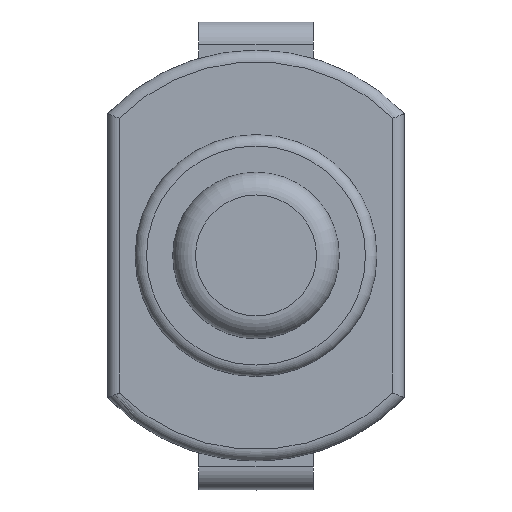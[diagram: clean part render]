
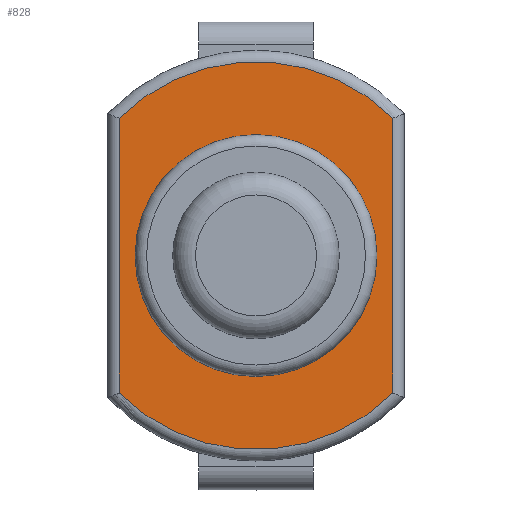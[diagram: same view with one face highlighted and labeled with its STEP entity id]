
A CAD part, top view. The second image highlights one B-rep face of the part: STEP entity #828.
In plain terms, the highlighted planar face has unit normal (0, 0, 1).
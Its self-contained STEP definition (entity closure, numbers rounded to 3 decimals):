
#29=FACE_BOUND('',#295,.T.);
#38=PLANE('',#914);
#71=LINE('',#1326,#147);
#73=LINE('',#1376,#149);
#147=VECTOR('',#1018,10.);
#149=VECTOR('',#1026,10.);
#244=FACE_OUTER_BOUND('',#294,.T.);
#294=EDGE_LOOP('',(#625,#626,#627,#628));
#295=EDGE_LOOP('',(#629));
#350=CIRCLE('',#907,8.5);
#352=CIRCLE('',#911,8.5);
#353=CIRCLE('',#915,5.3);
#390=VERTEX_POINT('',#1324);
#391=VERTEX_POINT('',#1325);
#393=VERTEX_POINT('',#1358);
#394=VERTEX_POINT('',#1375);
#395=VERTEX_POINT('',#1398);
#472=EDGE_CURVE('',#390,#391,#71,.T.);
#476=EDGE_CURVE('',#391,#393,#350,.T.);
#478=EDGE_CURVE('',#393,#394,#73,.T.);
#481=EDGE_CURVE('',#394,#390,#352,.T.);
#483=EDGE_CURVE('',#395,#395,#353,.T.);
#625=ORIENTED_EDGE('',*,*,#472,.F.);
#626=ORIENTED_EDGE('',*,*,#481,.F.);
#627=ORIENTED_EDGE('',*,*,#478,.F.);
#628=ORIENTED_EDGE('',*,*,#476,.F.);
#629=ORIENTED_EDGE('',*,*,#483,.T.);
#828=ADVANCED_FACE('',(#244,#29),#38,.T.);
#907=AXIS2_PLACEMENT_3D('',#1359,#1022,#1023);
#911=AXIS2_PLACEMENT_3D('',#1393,#1031,#1032);
#914=AXIS2_PLACEMENT_3D('',#1397,#1038,#1039);
#915=AXIS2_PLACEMENT_3D('',#1399,#1040,#1041);
#1018=DIRECTION('',(0.,1.,0.));
#1022=DIRECTION('center_axis',(0.,0.,-1.));
#1023=DIRECTION('ref_axis',(0.,1.,0.));
#1026=DIRECTION('',(0.,-1.,0.));
#1031=DIRECTION('center_axis',(0.,0.,-1.));
#1032=DIRECTION('ref_axis',(0.,-1.,0.));
#1038=DIRECTION('center_axis',(0.,0.,1.));
#1039=DIRECTION('ref_axis',(1.,0.,0.));
#1040=DIRECTION('center_axis',(0.,0.,-1.));
#1041=DIRECTION('ref_axis',(-1.,0.,0.));
#1324=CARTESIAN_POINT('',(-6.,-6.021,6.2));
#1325=CARTESIAN_POINT('',(-6.,6.021,6.2));
#1326=CARTESIAN_POINT('',(-6.,3.112,6.2));
#1358=CARTESIAN_POINT('',(6.,6.021,6.2));
#1359=CARTESIAN_POINT('Origin',(0.,0.,6.2));
#1375=CARTESIAN_POINT('',(6.,-6.021,6.2));
#1376=CARTESIAN_POINT('',(6.,-3.112,6.2));
#1393=CARTESIAN_POINT('Origin',(0.,0.,6.2));
#1397=CARTESIAN_POINT('Origin',(0.,0.,
6.2));
#1398=CARTESIAN_POINT('',(5.3,0.,6.2));
#1399=CARTESIAN_POINT('Origin',(0.,0.,6.2));
